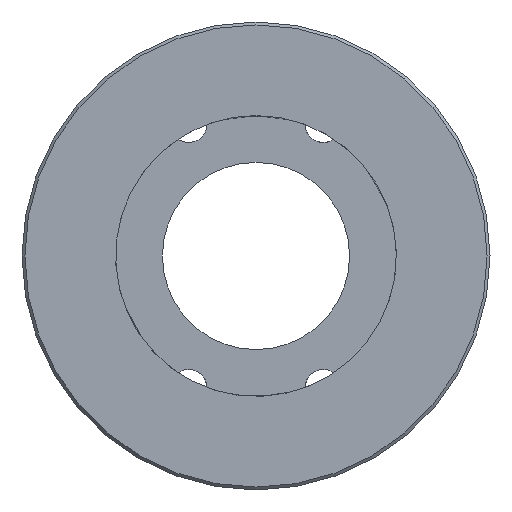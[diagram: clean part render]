
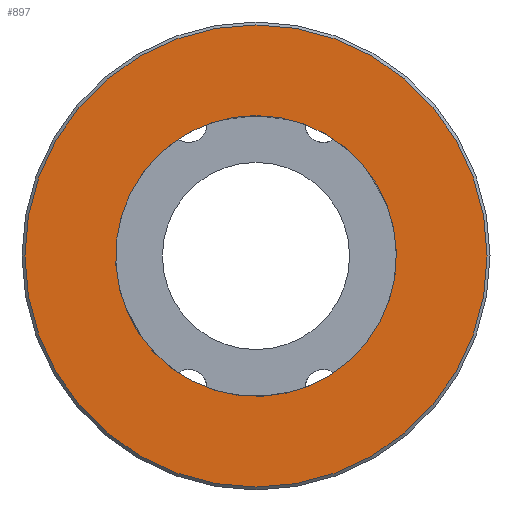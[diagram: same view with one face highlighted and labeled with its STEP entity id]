
A CAD part, left-side view. The second image highlights one B-rep face of the part: STEP entity #897.
In plain terms, the highlighted planar face has unit normal (-1, 0, 0).
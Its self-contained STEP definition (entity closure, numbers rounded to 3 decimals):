
#153=PLANE($,#953);
#201=FACE_BOUND($,#287,.T.);
#202=FACE_BOUND($,#288,.T.);
#287=EDGE_LOOP($,(#639));
#288=EDGE_LOOP($,(#640));
#367=CIRCLE($,#949,39.5);
#370=CIRCLE($,#954,24.);
#415=VERTEX_POINT($,#1306);
#418=VERTEX_POINT($,#1314);
#507=EDGE_CURVE($,#415,#415,#367,.T.);
#510=EDGE_CURVE($,#418,#418,#370,.T.);
#639=ORIENTED_EDGE($,*,*,#510,.T.);
#640=ORIENTED_EDGE($,*,*,#507,.F.);
#897=ADVANCED_FACE($,(#201,#202),#153,.T.);
#949=AXIS2_PLACEMENT_3D($,#1307,#1050,#1051);
#953=AXIS2_PLACEMENT_3D($,#1313,#1058,#1059);
#954=AXIS2_PLACEMENT_3D($,#1315,#1060,#1061);
#1050=DIRECTION('center_axis',(1.,0.,0.));
#1051=DIRECTION('ref_axis',(0.,-1.,0.));
#1058=DIRECTION('center_axis',(-1.,0.,0.));
#1059=DIRECTION('ref_axis',(0.,0.,1.));
#1060=DIRECTION('center_axis',(1.,0.,0.));
#1061=DIRECTION('ref_axis',(0.,0.,-1.));
#1306=CARTESIAN_POINT('',(0.,39.5,0.));
#1307=CARTESIAN_POINT('Origin',(0.,0.,0.));
#1313=CARTESIAN_POINT('Origin',(0.,32.,0.));
#1314=CARTESIAN_POINT('',(0.,0.,
24.));
#1315=CARTESIAN_POINT('Origin',(0.,0.,0.));
